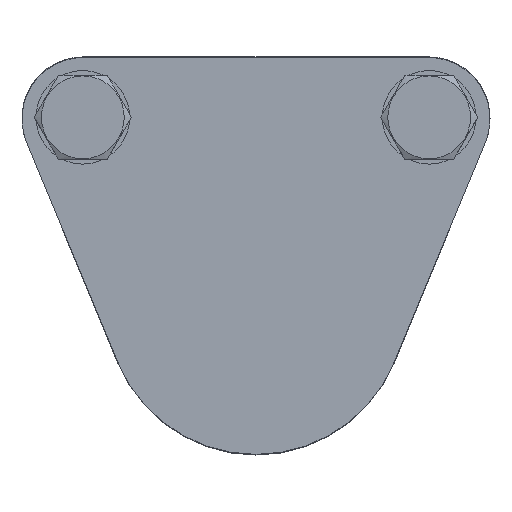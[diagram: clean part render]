
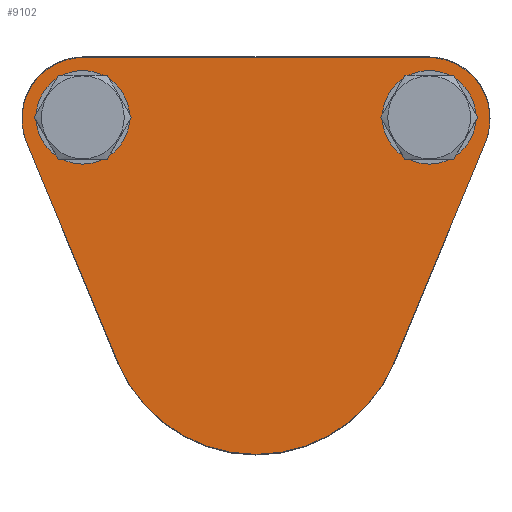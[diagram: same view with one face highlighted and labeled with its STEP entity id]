
A CAD part, top view. The second image highlights one B-rep face of the part: STEP entity #9102.
In plain terms, the highlighted planar face has unit normal (0, 0, 1).
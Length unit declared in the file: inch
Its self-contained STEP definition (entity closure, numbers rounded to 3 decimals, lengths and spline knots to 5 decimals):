
#180 = ORIENTED_EDGE ( 'NONE', *, *, #7590, .F. ) ;
#535 = ORIENTED_EDGE ( 'NONE', *, *, #9805, .F. ) ;
#547 = VECTOR ( 'NONE', #10627, 39.37008 ) ;
#612 = DIRECTION ( 'NONE',  ( -1., 0., 0. ) ) ;
#648 = DIRECTION ( 'NONE',  ( 0., 0., -1. ) ) ;
#662 = DIRECTION ( 'NONE',  ( 1., 0., 0. ) ) ;
#667 = EDGE_CURVE ( 'NONE', #5820, #5820, #5376, .T. ) ;
#1169 = EDGE_CURVE ( 'NONE', #1628, #1842, #7980, .T. ) ;
#1212 = DIRECTION ( 'NONE',  ( 0., 0., -1. ) ) ;
#1246 = AXIS2_PLACEMENT_3D ( 'NONE', #9286, #1212, #1859 ) ;
#1417 = AXIS2_PLACEMENT_3D ( 'NONE', #8078, #648, #7327 ) ;
#1552 = EDGE_LOOP ( 'NONE', ( #4950, #3223, #10059, #2979, #180, #535 ) ) ;
#1628 = VERTEX_POINT ( 'NONE', #6863 ) ;
#1710 = PLANE ( 'NONE',  #6620 ) ;
#1842 = VERTEX_POINT ( 'NONE', #3977 ) ;
#1859 = DIRECTION ( 'NONE',  ( -1., 0., 0. ) ) ;
#2155 = VERTEX_POINT ( 'NONE', #9553 ) ;
#2201 = EDGE_CURVE ( 'NONE', #1842, #2155, #3316, .T. ) ;
#2460 = CIRCLE ( 'NONE', #5230, 0.3125 ) ;
#2512 = ORIENTED_EDGE ( 'NONE', *, *, #667, .F. ) ;
#2660 = DIRECTION ( 'NONE',  ( 0., 0., 1. ) ) ;
#2703 = DIRECTION ( 'NONE',  ( 0., 0., -1. ) ) ;
#2979 = ORIENTED_EDGE ( 'NONE', *, *, #3697, .F. ) ;
#3159 = CIRCLE ( 'NONE', #1417, 1. ) ;
#3223 = ORIENTED_EDGE ( 'NONE', *, *, #2201, .F. ) ;
#3316 = LINE ( 'NONE', #9699, #547 ) ;
#3350 = FACE_BOUND ( 'NONE', #10523, .T. ) ;
#3505 = CIRCLE ( 'NONE', #1246, 0.41 ) ;
#3669 = AXIS2_PLACEMENT_3D ( 'NONE', #10125, #2703, #4382 ) ;
#3697 = EDGE_CURVE ( 'NONE', #7667, #1628, #6916, .T. ) ;
#3704 = CARTESIAN_POINT ( 'NONE',  ( 1.4685, 1.25, 2.062 ) ) ;
#3757 = CARTESIAN_POINT ( 'NONE',  ( -1.53122, 1.08305, 2.062 ) ) ;
#3977 = CARTESIAN_POINT ( 'NONE',  ( 1.53122, 1.08305, 2.062 ) ) ;
#4314 = FACE_BOUND ( 'NONE', #9139, .T. ) ;
#4382 = DIRECTION ( 'NONE',  ( -1., 0., 0. ) ) ;
#4699 = CARTESIAN_POINT ( 'NONE',  ( -1.53122, 1.08305, 2.062 ) ) ;
#4728 = VECTOR ( 'NONE', #5946, 39.37008 ) ;
#4950 = ORIENTED_EDGE ( 'NONE', *, *, #7864, .F. ) ;
#5047 = CARTESIAN_POINT ( 'NONE',  ( -1.4685, 1.25, 2.062 ) ) ;
#5131 = CARTESIAN_POINT ( 'NONE',  ( 1.15245, 1.65, 2.062 ) ) ;
#5170 = CARTESIAN_POINT ( 'NONE',  ( -1.15245, 1.65, 2.062 ) ) ;
#5230 = AXIS2_PLACEMENT_3D ( 'NONE', #7283, #6525, #662 ) ;
#5376 = CIRCLE ( 'NONE', #7101, 0.3125 ) ;
#5546 = VERTEX_POINT ( 'NONE', #3757 ) ;
#5820 = VERTEX_POINT ( 'NONE', #5047 ) ;
#5946 = DIRECTION ( 'NONE',  ( 1., 0., 0. ) ) ;
#6005 = FACE_OUTER_BOUND ( 'NONE', #1552, .T. ) ;
#6280 = LINE ( 'NONE', #4699, #9586 ) ;
#6525 = DIRECTION ( 'NONE',  ( 0., 0., 1. ) ) ;
#6620 = AXIS2_PLACEMENT_3D ( 'NONE', #7455, #10002, #9351 ) ;
#6863 = CARTESIAN_POINT ( 'NONE',  ( 1.15245, 1.65, 2.062 ) ) ;
#6916 = LINE ( 'NONE', #5131, #4728 ) ;
#7101 = AXIS2_PLACEMENT_3D ( 'NONE', #10689, #2660, #612 ) ;
#7283 = CARTESIAN_POINT ( 'NONE',  ( 1.156, 1.25, 2.062 ) ) ;
#7327 = DIRECTION ( 'NONE',  ( -1., 0., 0. ) ) ;
#7450 = EDGE_CURVE ( 'NONE', #7872, #7872, #2460, .T. ) ;
#7455 = CARTESIAN_POINT ( 'NONE',  ( 0., 0., 2.062 ) ) ;
#7590 = EDGE_CURVE ( 'NONE', #5546, #7667, #3505, .T. ) ;
#7667 = VERTEX_POINT ( 'NONE', #5170 ) ;
#7797 = CARTESIAN_POINT ( 'NONE',  ( -0.92383, -0.3828, 2.062 ) ) ;
#7864 = EDGE_CURVE ( 'NONE', #2155, #8874, #3159, .T. ) ;
#7872 = VERTEX_POINT ( 'NONE', #3704 ) ;
#7980 = CIRCLE ( 'NONE', #3669, 0.41 ) ;
#8078 = CARTESIAN_POINT ( 'NONE',  ( 0., 0., 2.062 ) ) ;
#8874 = VERTEX_POINT ( 'NONE', #7797 ) ;
#9002 = ORIENTED_EDGE ( 'NONE', *, *, #7450, .F. ) ;
#9102 = ADVANCED_FACE ( 'NONE', ( #3350, #6005, #4314 ), #1710, .F. ) ;
#9139 = EDGE_LOOP ( 'NONE', ( #9002 ) ) ;
#9286 = CARTESIAN_POINT ( 'NONE',  ( -1.15245, 1.24, 2.062 ) ) ;
#9351 = DIRECTION ( 'NONE',  ( -1., 0., 0. ) ) ;
#9553 = CARTESIAN_POINT ( 'NONE',  ( 0.92383, -0.3828, 2.062 ) ) ;
#9584 = DIRECTION ( 'NONE',  ( -0.383, 0.924, 0. ) ) ;
#9586 = VECTOR ( 'NONE', #9584, 39.37008 ) ;
#9699 = CARTESIAN_POINT ( 'NONE',  ( 1.53122, 1.08305, 2.062 ) ) ;
#9805 = EDGE_CURVE ( 'NONE', #8874, #5546, #6280, .T. ) ;
#10002 = DIRECTION ( 'NONE',  ( 0., 0., -1. ) ) ;
#10059 = ORIENTED_EDGE ( 'NONE', *, *, #1169, .F. ) ;
#10125 = CARTESIAN_POINT ( 'NONE',  ( 1.15245, 1.24, 2.062 ) ) ;
#10523 = EDGE_LOOP ( 'NONE', ( #2512 ) ) ;
#10627 = DIRECTION ( 'NONE',  ( -0.383, -0.924, 0. ) ) ;
#10689 = CARTESIAN_POINT ( 'NONE',  ( -1.156, 1.25, 2.062 ) ) ;
